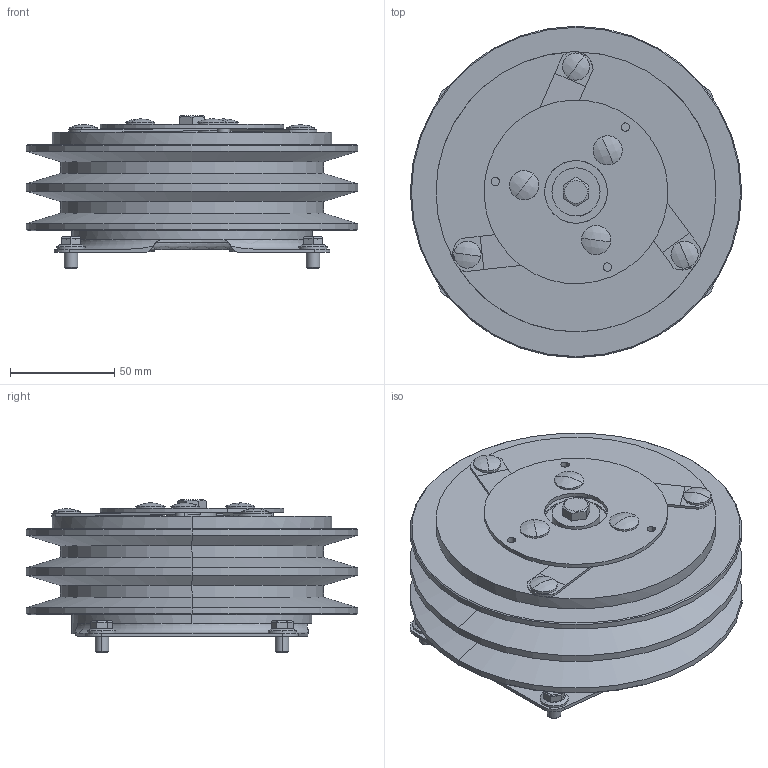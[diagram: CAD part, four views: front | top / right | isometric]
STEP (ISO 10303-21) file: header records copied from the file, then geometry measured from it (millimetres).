
FILE_DESCRIPTION (( 'STEP AP203' ), '1' );
FILE_NAME ('53677400_MA-6B-MP_MGCL.STEP', '2019-04-05T02:24:53', ( '' ), ( '' ), 'SwSTEP 2.0', 'SolidWorks 2014', '' );
FILE_SCHEMA (( 'CONFIG_CONTROL_DESIGN' ));
Length unit declared in the file: millimetre
Products named in the file (1): 53677400_MA-6B-MP_MGCL
Bounding box: 158.6 x 158.6 x 73.07 mm (x, y, z)
Volume: 646990.4 mm3; surface area: 138210.2 mm2
Topology: 7 solids, 10 shells, 533 faces, 1310 edges, 809 vertices
Faces by surface type: cylinder 240, plane 195, cone 68, torus 18, sphere 12
Entity records: 16212 total; most frequent: CARTESIAN_POINT 3241, DIRECTION 2903, ORIENTED_EDGE 2596, EDGE_CURVE 1298, AXIS2_PLACEMENT_3D 1181, VERTEX_POINT 809, CIRCLE 647, EDGE_LOOP 603
